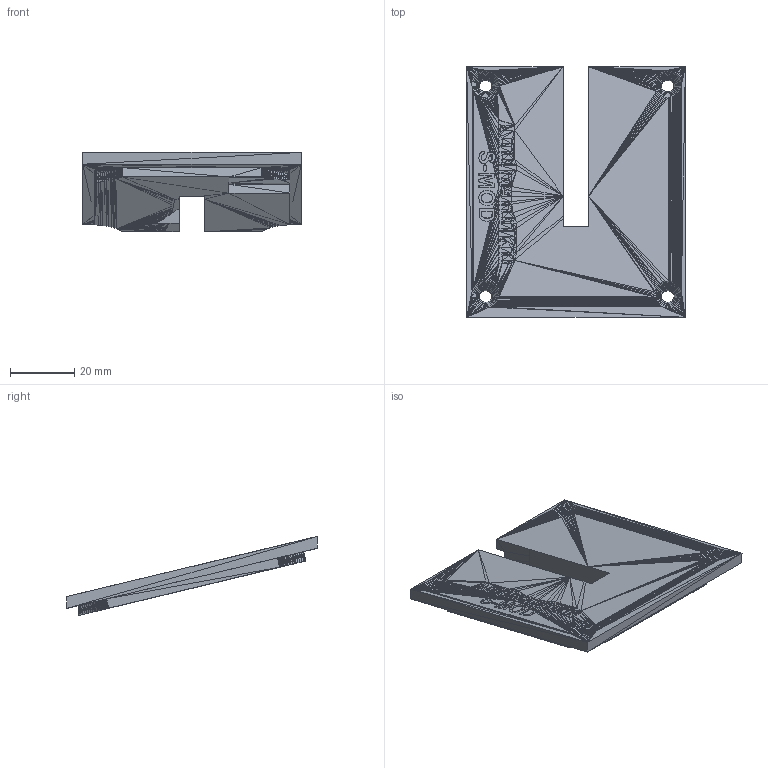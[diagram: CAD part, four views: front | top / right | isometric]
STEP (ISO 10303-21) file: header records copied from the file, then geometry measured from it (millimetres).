
FILE_DESCRIPTION(/* description */ (''),/* implementation_level */ '2;1');
FILE_NAME(/* name */ 'Basebox Lid for 90deg pitch lever.step',/* time_stamp */ '2021-02-28T20:09:36+01:00',/* author */ (''),/* organization */ (''),/* preprocessor_version */ 'ST-DEVELOPER v18.1',/* originating_system */ 'Autodesk Translation Framework v9.7.1.1290',/* authorisation */ '');
FILE_SCHEMA (('AUTOMOTIVE_DESIGN { 1 0 10303 214 3 1 1 }'));
Products named in the file (1): Authkit lid_Exp
Bounding box: 68.2 x 78.2 x 24.7 mm (x, y, z)
Volume: 28724.9 mm3; surface area: 12925 mm2
Topology: 3 solids, 3 shells, 2618 faces, 4253 edges, 1638 vertices
Faces by surface type: plane 2489, bspline 129
Entity records: 55438 total; most frequent: CARTESIAN_POINT 10893, DIRECTION 8930, ORIENTED_EDGE 8506, EDGE_CURVE 4253, LINE 3950, VECTOR 3950, EDGE_LOOP 2623, FACE_OUTER_BOUND 2618
